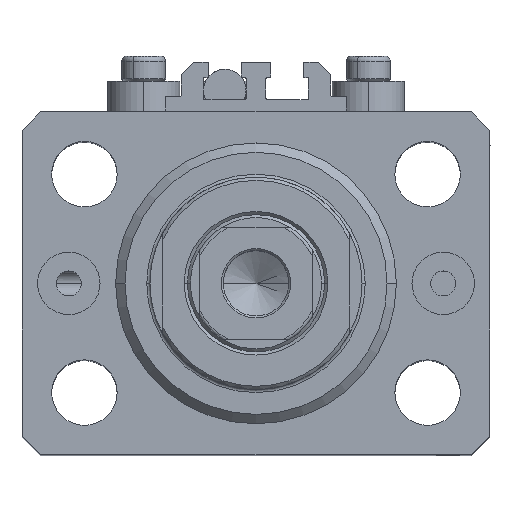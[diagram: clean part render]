
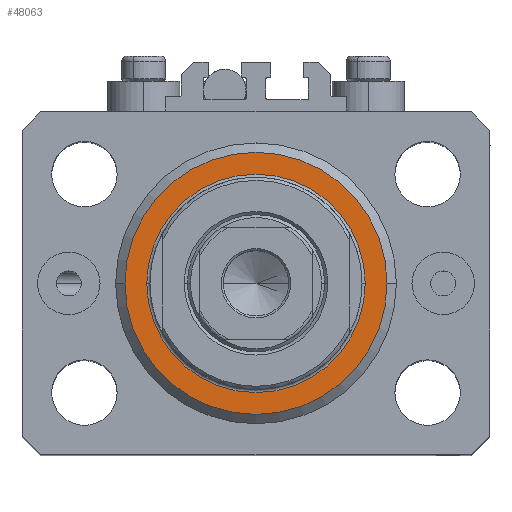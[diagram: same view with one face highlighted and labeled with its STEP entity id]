
A CAD part, top view. The second image highlights one B-rep face of the part: STEP entity #48063.
In plain terms, the highlighted face is planar.
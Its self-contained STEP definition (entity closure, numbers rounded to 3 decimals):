
#1040 = CARTESIAN_POINT ( 'NONE',  ( 0., 0., 0. ) ) ;
#1296 = EDGE_CURVE ( 'NONE', #7915, #3905, #16867, .T. ) ;
#1921 = CARTESIAN_POINT ( 'NONE',  ( 0., 0., 0. ) ) ;
#2891 = CARTESIAN_POINT ( 'NONE',  ( 17.5, 0., 0. ) ) ;
#3279 = EDGE_CURVE ( 'NONE', #38540, #3904, #33164, .T. ) ;
#3636 = FACE_OUTER_BOUND ( 'NONE', #21977, .T. ) ;
#3904 = VERTEX_POINT ( 'NONE', #46609 ) ;
#3905 = VERTEX_POINT ( 'NONE', #2891 ) ;
#5075 = DIRECTION ( 'NONE',  ( 0., 0., 1. ) ) ;
#6407 = DIRECTION ( 'NONE',  ( 1., 0., 0. ) ) ;
#6775 = AXIS2_PLACEMENT_3D ( 'NONE', #17755, #28946, #43745 ) ;
#7915 = VERTEX_POINT ( 'NONE', #35350 ) ;
#12362 = PLANE ( 'NONE',  #37982 ) ;
#14339 = CIRCLE ( 'NONE', #45417, 17.5 ) ;
#16563 = CARTESIAN_POINT ( 'NONE',  ( 21., 0., 0. ) ) ;
#16859 = AXIS2_PLACEMENT_3D ( 'NONE', #36033, #39678, #6407 ) ;
#16867 = CIRCLE ( 'NONE', #6775, 17.5 ) ;
#17736 = ORIENTED_EDGE ( 'NONE', *, *, #1296, .T. ) ;
#17755 = CARTESIAN_POINT ( 'NONE',  ( 0., 0., 0. ) ) ;
#19128 = ORIENTED_EDGE ( 'NONE', *, *, #3279, .T. ) ;
#19955 = DIRECTION ( 'NONE',  ( 0., 0., 1. ) ) ;
#20369 = DIRECTION ( 'NONE',  ( 1., 0., 0. ) ) ;
#20446 = DIRECTION ( 'NONE',  ( 0., 0., -1. ) ) ;
#21977 = EDGE_LOOP ( 'NONE', ( #19128, #47546 ) ) ;
#26000 = CIRCLE ( 'NONE', #39958, 21. ) ;
#28702 = ORIENTED_EDGE ( 'NONE', *, *, #32645, .T. ) ;
#28946 = DIRECTION ( 'NONE',  ( 0., 0., 1. ) ) ;
#31147 = CARTESIAN_POINT ( 'NONE',  ( 0., 0., 0. ) ) ;
#32645 = EDGE_CURVE ( 'NONE', #3905, #7915, #14339, .T. ) ;
#33164 = CIRCLE ( 'NONE', #16859, 21. ) ;
#33491 = EDGE_CURVE ( 'NONE', #3904, #38540, #26000, .T. ) ;
#35021 = DIRECTION ( 'NONE',  ( 1., 0., 0. ) ) ;
#35350 = CARTESIAN_POINT ( 'NONE',  ( -17.5, 0., 0. ) ) ;
#36033 = CARTESIAN_POINT ( 'NONE',  ( 0., 0., 0. ) ) ;
#37982 = AXIS2_PLACEMENT_3D ( 'NONE', #1921, #5075, #20369 ) ;
#38247 = EDGE_LOOP ( 'NONE', ( #28702, #17736 ) ) ;
#38540 = VERTEX_POINT ( 'NONE', #16563 ) ;
#39678 = DIRECTION ( 'NONE',  ( 0., 0., -1. ) ) ;
#39958 = AXIS2_PLACEMENT_3D ( 'NONE', #31147, #20446, #35021 ) ;
#40552 = FACE_BOUND ( 'NONE', #38247, .T. ) ;
#42303 = DIRECTION ( 'NONE',  ( 1., 0., 0. ) ) ;
#43745 = DIRECTION ( 'NONE',  ( 1., 0., 0. ) ) ;
#45417 = AXIS2_PLACEMENT_3D ( 'NONE', #1040, #19955, #42303 ) ;
#46609 = CARTESIAN_POINT ( 'NONE',  ( -21., 0., 0. ) ) ;
#47546 = ORIENTED_EDGE ( 'NONE', *, *, #33491, .T. ) ;
#48063 = ADVANCED_FACE ( 'NONE', ( #40552, #3636 ), #12362, .F. ) ;
